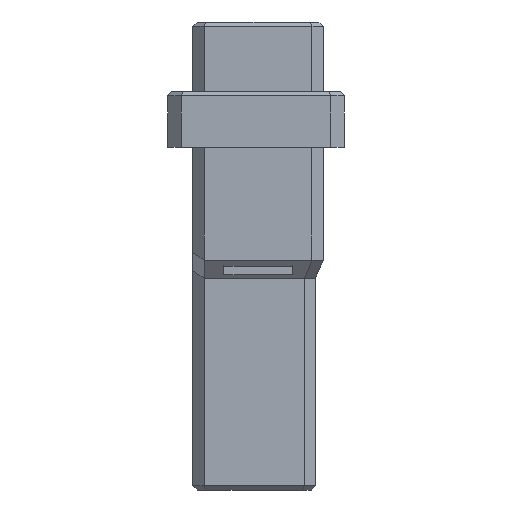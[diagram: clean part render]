
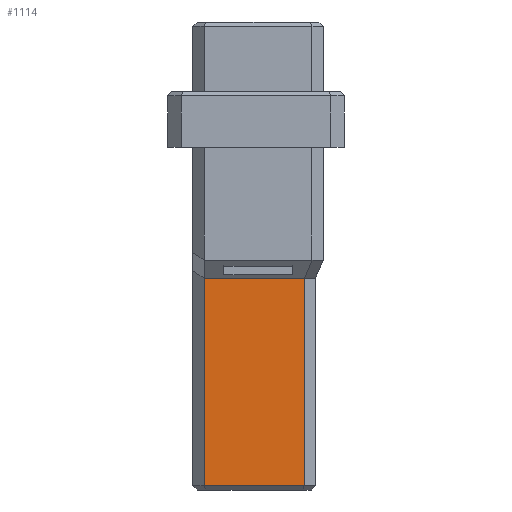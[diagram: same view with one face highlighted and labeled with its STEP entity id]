
A CAD part, left-side view. The second image highlights one B-rep face of the part: STEP entity #1114.
In plain terms, the highlighted planar face has unit normal (-1, 0, 0).
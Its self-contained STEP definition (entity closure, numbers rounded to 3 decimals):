
#334=CARTESIAN_POINT('',(-11.12,3.73,-18.4));
#335=VERTEX_POINT('',#334);
#342=CARTESIAN_POINT('',(-11.12,-3.47,-18.4));
#343=VERTEX_POINT('',#342);
#344=CARTESIAN_POINT('',(-11.12,3.73,-18.4));
#345=DIRECTION('',(0.,-1.,0.));
#346=VECTOR('',#345,7.2);
#347=LINE('',#344,#346);
#348=EDGE_CURVE('',#335,#343,#347,.T.);
#823=CARTESIAN_POINT('',(-11.12,-3.47,-33.3));
#824=VERTEX_POINT('',#823);
#825=CARTESIAN_POINT('',(-11.12,-3.47,-18.4));
#826=DIRECTION('',(0.,0.,-1.));
#827=VECTOR('',#826,14.9);
#828=LINE('',#825,#827);
#829=EDGE_CURVE('',#343,#824,#828,.T.);
#884=CARTESIAN_POINT('',(-11.12,3.73,-33.3));
#885=VERTEX_POINT('',#884);
#925=CARTESIAN_POINT('',(-11.12,-3.47,-33.3));
#926=DIRECTION('',(0.,1.,0.));
#927=VECTOR('',#926,7.2);
#928=LINE('',#925,#927);
#929=EDGE_CURVE('',#824,#885,#928,.T.);
#1094=CARTESIAN_POINT('',(-11.12,3.73,-33.3));
#1095=DIRECTION('',(0.,0.,1.));
#1096=VECTOR('',#1095,14.9);
#1097=LINE('',#1094,#1096);
#1098=EDGE_CURVE('',#885,#335,#1097,.T.);
#1103=CARTESIAN_POINT('',(-11.12,0.13,-25.85));
#1104=DIRECTION('',(0.,0.,1.));
#1105=DIRECTION('',(-1.,0.,0.));
#1106=AXIS2_PLACEMENT_3D('',#1103,#1105,#1104);
#1107=PLANE('',#1106);
#1108=ORIENTED_EDGE('',*,*,#348,.F.);
#1109=ORIENTED_EDGE('',*,*,#1098,.F.);
#1110=ORIENTED_EDGE('',*,*,#929,.F.);
#1111=ORIENTED_EDGE('',*,*,#829,.F.);
#1112=EDGE_LOOP('',(#1108,#1109,#1110,#1111));
#1113=FACE_OUTER_BOUND('',#1112,.T.);
#1114=ADVANCED_FACE('',(#1113),#1107,.T.);
